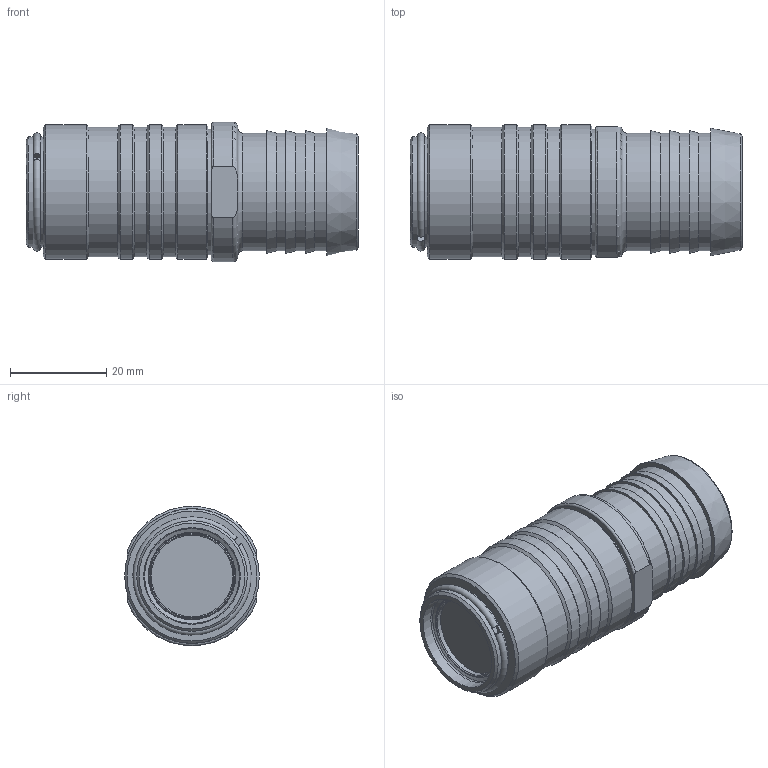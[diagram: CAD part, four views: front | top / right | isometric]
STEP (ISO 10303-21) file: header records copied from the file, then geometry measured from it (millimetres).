
FILE_DESCRIPTION(/* description */ (''),/* implementation_level */ '2;1');
FILE_NAME(/* name */ 'WPI 25 TAB.stp',/* time_stamp */ '2025-10-22T11:15:08+02:00',/* author */ ('ertl'),/* organization */ (''),/* preprocessor_version */ 'ST-DEVELOPER v20',/* originating_system */ 'Autodesk Inventor 2025',/* authorisation */ '0 mm^3');
FILE_SCHEMA (('AUTOMOTIVE_DESIGN { 1 0 10303 214 3 1 1 }'));
Length unit declared in the file: millimetre
Products named in the file (1): WPI 25 TAB
Bounding box: 69 x 28 x 29 mm (x, y, z)
Volume: 33238.6 mm3; surface area: 8770.7 mm2
Topology: 2 solids, 2 shells, 67 faces, 131 edges, 81 vertices
Faces by surface type: cylinder 22, plane 19, cone 16, torus 10
Full cylindrical faces by diameter (mm): 16.95 x1, 18.1 x1, 18.2 x1, 20 x1, 20.1 x1, 21.6 x1, 23 x2, 24.5 x4, 26 x1, 27 x3, 28 x4
Entity records: 1995 total; most frequent: CARTESIAN_POINT 447, DIRECTION 333, ORIENTED_EDGE 264, AXIS2_PLACEMENT_3D 145, EDGE_CURVE 132, VERTEX_POINT 83, EDGE_LOOP 81, CIRCLE 77
